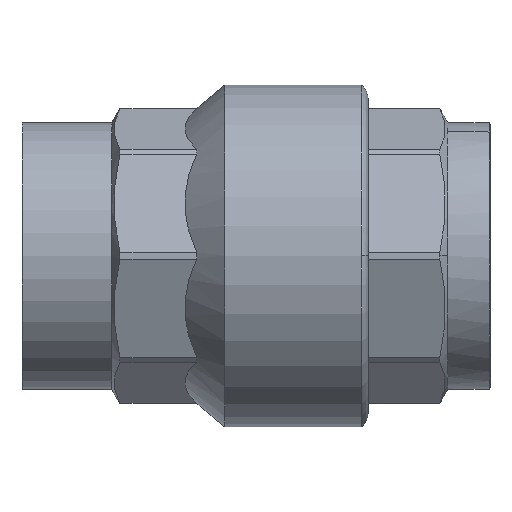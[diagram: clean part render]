
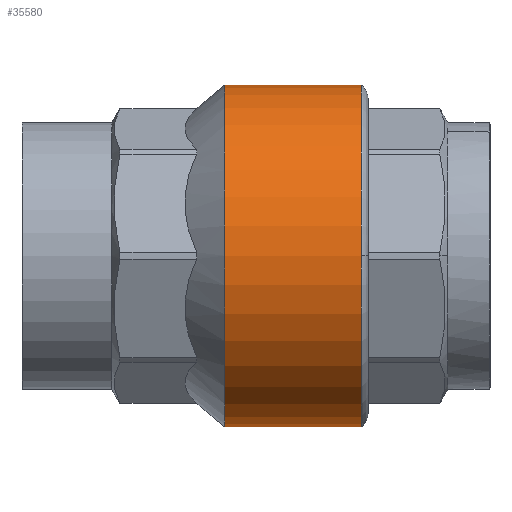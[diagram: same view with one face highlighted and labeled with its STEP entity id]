
A CAD part, top view. The second image highlights one B-rep face of the part: STEP entity #35580.
In plain terms, the highlighted cylindrical face has radius 30.5 mm (diameter 61 mm), a partial arc.
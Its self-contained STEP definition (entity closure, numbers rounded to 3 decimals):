
#35130=CARTESIAN_POINT('',(12.378,0.,
0.));
#35140=DIRECTION('',(1.,0.,0.));
#35150=DIRECTION('',(0.,-1.,0.));
#35160=AXIS2_PLACEMENT_3D('',#35130,#35140,#35150);
#35170=CYLINDRICAL_SURFACE('',#35160,30.5);
#35180=CARTESIAN_POINT('',(12.378,30.5,0.))
;
#35190=DIRECTION('',(1.,0.,0.));
#35200=VECTOR('',#35190,1.);
#35210=LINE('',#35180,#35200);
#35220=CARTESIAN_POINT('',(-0.601,30.5,0.
));
#35230=VERTEX_POINT('',#35220);
#35240=CARTESIAN_POINT('',(23.67,30.5,0.))
;
#35250=VERTEX_POINT('',#35240);
#35260=EDGE_CURVE('',#35230,#35250,#35210,.T.);
#35270=ORIENTED_EDGE('',*,*,#35260,.F.);
#35280=CARTESIAN_POINT('',(23.67,0.,
0.));
#35290=DIRECTION('',(-1.,0.,0.));
#35300=DIRECTION('',(0.,0.,1.));
#35310=AXIS2_PLACEMENT_3D('',#35280,#35290,#35300);
#35320=CIRCLE('',#35310,30.5);
#35330=CARTESIAN_POINT('',(23.67,0.,30.5));
#35340=VERTEX_POINT('',#35330);
#35350=EDGE_CURVE('',#35340,#35250,#35320,.T.);
#35360=ORIENTED_EDGE('',*,*,#35350,.T.);
#35370=CARTESIAN_POINT('',(23.67,-30.5,0.)
);
#35380=VERTEX_POINT('',#35370);
#35390=EDGE_CURVE('',#35380,#35340,#35320,.T.);
#35400=ORIENTED_EDGE('',*,*,#35390,.T.);
#35410=CARTESIAN_POINT('',(12.378,-30.5,0.)
);
#35420=DIRECTION('',(1.,0.,0.));
#35430=VECTOR('',#35420,1.);
#35440=LINE('',#35410,#35430);
#35450=CARTESIAN_POINT('',(-0.601,-30.5,
0.));
#35460=VERTEX_POINT('',#35450);
#35470=EDGE_CURVE('',#35460,#35380,#35440,.T.);
#35480=ORIENTED_EDGE('',*,*,#35470,.T.);
#35490=CARTESIAN_POINT('',(-0.601,0.,
0.));
#35500=DIRECTION('',(1.,0.,0.));
#35510=DIRECTION('',(0.,-1.,0.));
#35520=AXIS2_PLACEMENT_3D('',#35490,#35500,#35510);
#35530=CIRCLE('',#35520,30.5);
#35540=EDGE_CURVE('',#35230,#35460,#35530,.T.);
#35550=ORIENTED_EDGE('',*,*,#35540,.T.);
#35560=EDGE_LOOP('',(#35550,#35480,#35400,#35360,#35270));
#35570=FACE_OUTER_BOUND('',#35560,.T.);
#35580=ADVANCED_FACE('',(#35570),#35170,.T.);
